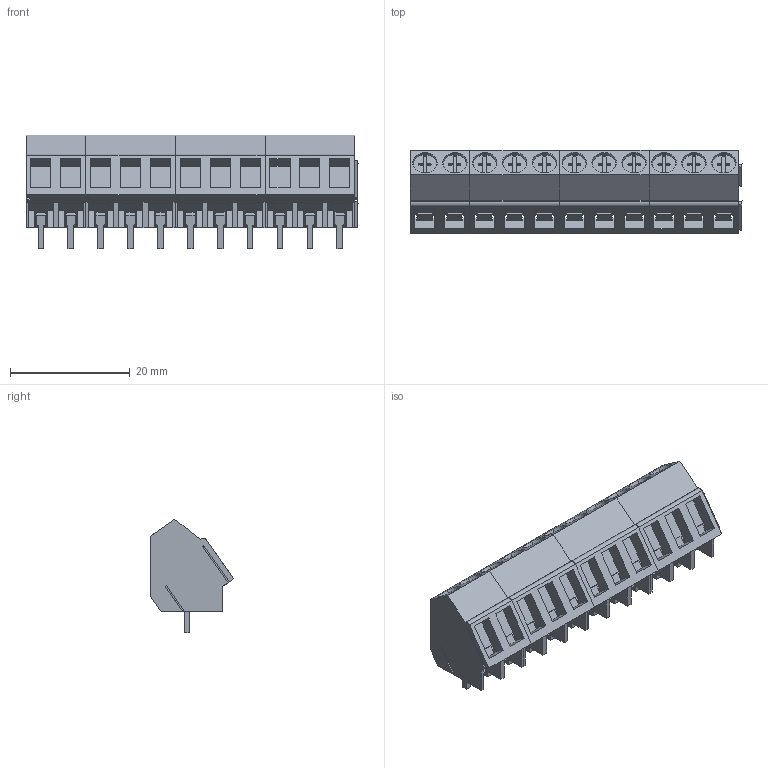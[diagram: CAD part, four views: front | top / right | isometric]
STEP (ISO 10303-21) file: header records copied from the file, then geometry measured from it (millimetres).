
FILE_DESCRIPTION(('CATIA V5 STEP Exchange','CAx-IF Rec.Pracs.--- Model Styling and Organization---1.2---2011-12-15'),'2;1');
FILE_NAME ('D1457424_0_1845460000_1845460000.stp','2018-03-31T06:26:06+00:00',('none'),('Weidmueller'),'CATIA Version 5-6 Release 2014','CATIA V5 STEP AP214','none');
FILE_SCHEMA(('AUTOMOTIVE_DESIGN { 1 0 10303 214 1 1 1 1 }'));
Length unit declared in the file: millimetre
Products named in the file (1): 1845460000
Bounding box: 55.55 x 13.9 x 19 mm (x, y, z)
Volume: 6360.9 mm3; surface area: 7912.2 mm2
Topology: 26 solids, 26 shells, 948 faces, 2611 edges, 1726 vertices
Faces by surface type: plane 878, cylinder 70
Entity records: 29015 total; most frequent: ORIENTED_EDGE 5222, CARTESIAN_POINT 5194, DIRECTION 3995, EDGE_CURVE 2611, VECTOR 2427, LINE 2427, VERTEX_POINT 1726, EDGE_LOOP 981
